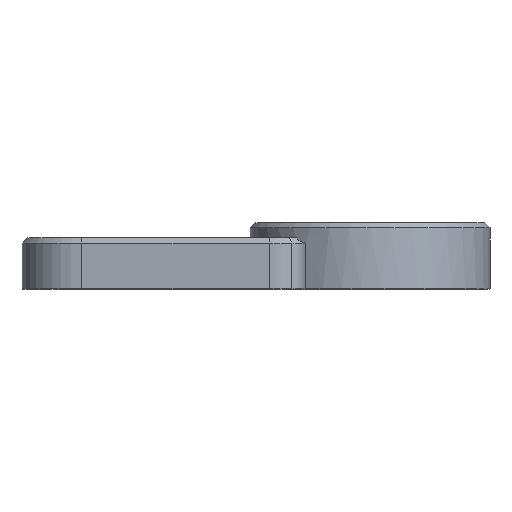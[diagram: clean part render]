
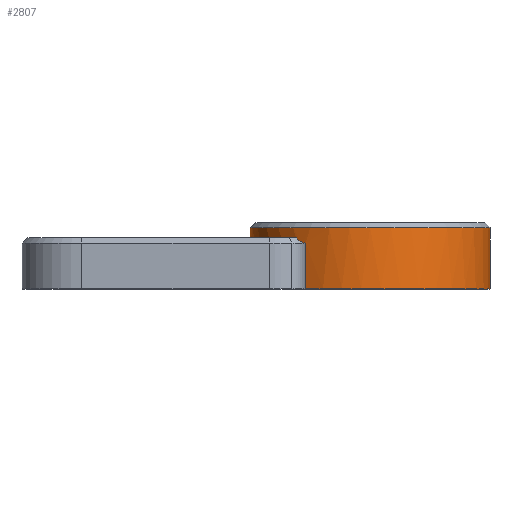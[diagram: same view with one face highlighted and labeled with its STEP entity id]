
A CAD part, front view. The second image highlights one B-rep face of the part: STEP entity #2807.
In plain terms, the highlighted cylindrical face has radius 47.5 mm (diameter 95 mm), a partial arc.
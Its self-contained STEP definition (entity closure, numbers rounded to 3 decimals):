
#109=CARTESIAN_POINT('Vertex',(-43.739,-18.525,-4.)) ;
#1071=CARTESIAN_POINT('Vertex',(47.5,0.,0.)) ;
#1078=CARTESIAN_POINT('Vertex',(-47.5,0.,0.)) ;
#1098=CARTESIAN_POINT('Axis2P3D Location',(0.,0.,0.)) ;
#2422=CARTESIAN_POINT('Vertex',(-25.563,-40.035,-24.05)) ;
#2453=CARTESIAN_POINT('Vertex',(47.5,0.,-24.05)) ;
#2456=CARTESIAN_POINT('Axis2P3D Location',(0.,0.,-24.05)) ;
#2669=CARTESIAN_POINT('Axis2P3D Location',(0.,0.,-4.)) ;
#2673=CARTESIAN_POINT('Vertex',(-47.5,0.,-4.)) ;
#2754=CARTESIAN_POINT('Axis2P3D Location',(0.,0.,-11.15)) ;
#2760=CARTESIAN_POINT('Control Point',(-29.362,-37.338,-4.)) ;
#2761=CARTESIAN_POINT('Control Point',(-29.028,-37.601,-4.313)) ;
#2762=CARTESIAN_POINT('Control Point',(-28.73,-37.829,-4.571)) ;
#2763=CARTESIAN_POINT('Control Point',(-28.458,-38.033,-4.788)) ;
#2764=CARTESIAN_POINT('Control Point',(-27.862,-38.475,-5.231)) ;
#2765=CARTESIAN_POINT('Control Point',(-27.353,-38.836,-5.526)) ;
#2766=CARTESIAN_POINT('Control Point',(-27.079,-39.027,-5.66)) ;
#2767=CARTESIAN_POINT('Control Point',(-26.603,-39.354,-5.851)) ;
#2768=CARTESIAN_POINT('Control Point',(-26.156,-39.651,-5.954)) ;
#2769=CARTESIAN_POINT('Control Point',(-25.957,-39.781,-5.985)) ;
#2770=CARTESIAN_POINT('Control Point',(-25.76,-39.909,-6.)) ;
#2771=CARTESIAN_POINT('Control Point',(-25.563,-40.035,-6.)) ;
#2772=CARTESIAN_POINT('Vertex',(-25.563,-40.035,-6.)) ;
#2774=CARTESIAN_POINT('Vertex',(-29.362,-37.338,-4.)) ;
#2777=CARTESIAN_POINT('Line Origine',(-25.563,-40.035,-12.15)) ;
#2782=CARTESIAN_POINT('Line Origine',(47.5,0.,-12.15)) ;
#2787=CARTESIAN_POINT('Line Origine',(-47.5,0.,-12.15)) ;
#2792=CARTESIAN_POINT('Axis2P3D Location',(0.,0.,-4.)) ;
#1099=DIRECTION('Axis2P3D Direction',(0.,0.,1.)) ;
#2457=DIRECTION('Axis2P3D Direction',(0.,0.,1.)) ;
#2670=DIRECTION('Axis2P3D Direction',(0.,0.,1.)) ;
#2755=DIRECTION('Axis2P3D Direction',(0.,0.,1.)) ;
#2756=DIRECTION('Axis2P3D XDirection',(1.,0.,0.)) ;
#2778=DIRECTION('Vector Direction',(0.,0.,1.)) ;
#2783=DIRECTION('Vector Direction',(0.,0.,1.)) ;
#2788=DIRECTION('Vector Direction',(0.,0.,1.)) ;
#2793=DIRECTION('Axis2P3D Direction',(0.,0.,1.)) ;
#1100=AXIS2_PLACEMENT_3D('Circle Axis2P3D',#1098,#1099,$) ;
#2458=AXIS2_PLACEMENT_3D('Circle Axis2P3D',#2456,#2457,$) ;
#2671=AXIS2_PLACEMENT_3D('Circle Axis2P3D',#2669,#2670,$) ;
#2757=AXIS2_PLACEMENT_3D('Cylinder Axis2P3D',#2754,#2755,#2756) ;
#2794=AXIS2_PLACEMENT_3D('Circle Axis2P3D',#2792,#2793,$) ;
#2798=ORIENTED_EDGE('',*,*,#2776,.F.) ;
#2799=ORIENTED_EDGE('',*,*,#2781,.F.) ;
#2800=ORIENTED_EDGE('',*,*,#2460,.T.) ;
#2801=ORIENTED_EDGE('',*,*,#2786,.F.) ;
#2802=ORIENTED_EDGE('',*,*,#1102,.F.) ;
#2803=ORIENTED_EDGE('',*,*,#2791,.T.) ;
#2804=ORIENTED_EDGE('',*,*,#2675,.F.) ;
#2805=ORIENTED_EDGE('',*,*,#2796,.T.) ;
#2779=VECTOR('Line Direction',#2778,1.) ;
#2784=VECTOR('Line Direction',#2783,1.) ;
#2789=VECTOR('Line Direction',#2788,1.) ;
#2807=ADVANCED_FACE('Hauptk\X2\00F6\X0\rper',(#2806),#2758,.T.) ;
#2759=B_SPLINE_CURVE_WITH_KNOTS('',5,(#2760,#2761,#2762,#2763,#2764,#2765,#2766,#2767,#2768,#2769,#2770,#2771),.UNSPECIFIED.,.F.,.U.,(6,3,3,6),(0.,20.923,49.558,73.043),.UNSPECIFIED.) ;
#1101=CIRCLE('generated circle',#1100,47.5) ;
#2459=CIRCLE('generated circle',#2458,47.5) ;
#2672=CIRCLE('generated circle',#2671,47.5) ;
#2795=CIRCLE('generated circle',#2794,47.5) ;
#2758=CYLINDRICAL_SURFACE('generated cylinder',#2757,47.5) ;
#1102=EDGE_CURVE('',#1079,#1072,#1101,.T.) ;
#2460=EDGE_CURVE('',#2423,#2454,#2459,.T.) ;
#2675=EDGE_CURVE('',#110,#2674,#2672,.F.) ;
#2776=EDGE_CURVE('',#2773,#2775,#2759,.F.) ;
#2781=EDGE_CURVE('',#2423,#2773,#2780,.T.) ;
#2786=EDGE_CURVE('',#1072,#2454,#2785,.F.) ;
#2791=EDGE_CURVE('',#1079,#2674,#2790,.F.) ;
#2796=EDGE_CURVE('',#110,#2775,#2795,.T.) ;
#2797=EDGE_LOOP('',(#2798,#2799,#2800,#2801,#2802,#2803,#2804,#2805)) ;
#2806=FACE_OUTER_BOUND('',#2797,.T.) ;
#2780=LINE('Line',#2777,#2779) ;
#2785=LINE('Line',#2782,#2784) ;
#2790=LINE('Line',#2787,#2789) ;
#110=VERTEX_POINT('',#109) ;
#1072=VERTEX_POINT('',#1071) ;
#1079=VERTEX_POINT('',#1078) ;
#2423=VERTEX_POINT('',#2422) ;
#2454=VERTEX_POINT('',#2453) ;
#2674=VERTEX_POINT('',#2673) ;
#2773=VERTEX_POINT('',#2772) ;
#2775=VERTEX_POINT('',#2774) ;
